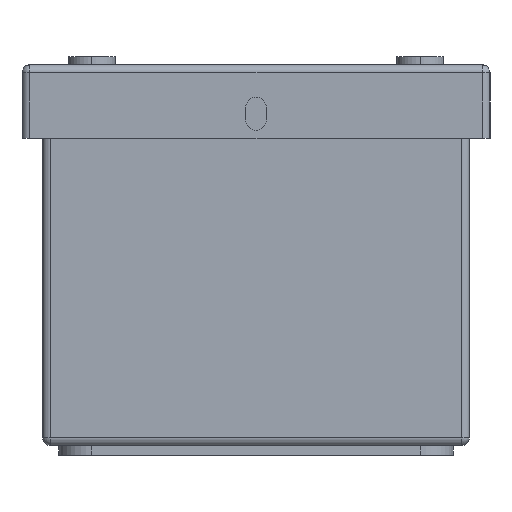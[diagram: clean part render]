
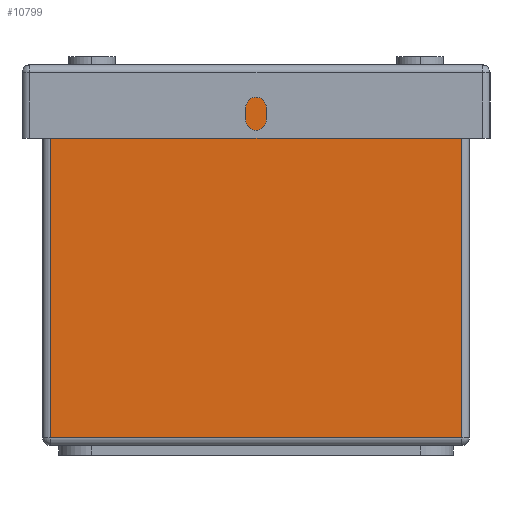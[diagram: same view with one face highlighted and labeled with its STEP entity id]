
A CAD part, left-side view. The second image highlights one B-rep face of the part: STEP entity #10799.
In plain terms, the highlighted planar face has unit normal (-1, 0, 0).
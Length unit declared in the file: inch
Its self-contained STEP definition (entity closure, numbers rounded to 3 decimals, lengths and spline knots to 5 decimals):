
#828 = CARTESIAN_POINT ( 'NONE',  ( 0., 0.06, 2.69 ) ) ;
#832 = DIRECTION ( 'NONE',  ( 0., 0., -1. ) ) ;
#865 = EDGE_CURVE ( 'NONE', #13271, #3570, #15116, .T. ) ;
#894 = EDGE_LOOP ( 'NONE', ( #13641, #3986, #4792, #16460 ) ) ;
#1183 = CARTESIAN_POINT ( 'NONE',  ( 0., 3.19, 0.06 ) ) ;
#2574 = VECTOR ( 'NONE', #12699, 39.37008 ) ;
#2622 = EDGE_CURVE ( 'NONE', #2960, #14440, #8839, .T. ) ;
#2960 = VERTEX_POINT ( 'NONE', #1183 ) ;
#3206 = CARTESIAN_POINT ( 'NONE',  ( 0., 3.19, 2.69 ) ) ;
#3570 = VERTEX_POINT ( 'NONE', #10904 ) ;
#3986 = ORIENTED_EDGE ( 'NONE', *, *, #865, .T. ) ;
#4792 = ORIENTED_EDGE ( 'NONE', *, *, #14062, .T. ) ;
#4928 = FACE_OUTER_BOUND ( 'NONE', #894, .T. ) ;
#5100 = CARTESIAN_POINT ( 'NONE',  ( 0., 3.19, 2.75 ) ) ;
#6382 = DIRECTION ( 'NONE',  ( 1., 0., 0. ) ) ;
#7044 = DIRECTION ( 'NONE',  ( 0., 0., -1. ) ) ;
#7296 = CARTESIAN_POINT ( 'NONE',  ( 0., 3.19, 2.75 ) ) ;
#7359 = LINE ( 'NONE', #12562, #10489 ) ;
#8839 = LINE ( 'NONE', #8927, #13707 ) ;
#8883 = PLANE ( 'NONE',  #16931 ) ;
#8927 = CARTESIAN_POINT ( 'NONE',  ( 0., 3.19, 0.06 ) ) ;
#9835 = CARTESIAN_POINT ( 'NONE',  ( 0., 0.06, 0.06 ) ) ;
#9909 = VECTOR ( 'NONE', #7044, 39.37008 ) ;
#10489 = VECTOR ( 'NONE', #832, 39.37008 ) ;
#10799 = ADVANCED_FACE ( 'NONE', ( #4928 ), #8883, .F. ) ;
#10904 = CARTESIAN_POINT ( 'NONE',  ( 0., 3.19, 2.69 ) ) ;
#11521 = DIRECTION ( 'NONE',  ( 0., 1., 0. ) ) ;
#11819 = DIRECTION ( 'NONE',  ( 0., -1., 0. ) ) ;
#12562 = CARTESIAN_POINT ( 'NONE',  ( 0., 0.06, 2.75 ) ) ;
#12699 = DIRECTION ( 'NONE',  ( 0., 1., 0. ) ) ;
#13271 = VERTEX_POINT ( 'NONE', #828 ) ;
#13641 = ORIENTED_EDGE ( 'NONE', *, *, #14581, .F. ) ;
#13707 = VECTOR ( 'NONE', #11819, 39.37008 ) ;
#14062 = EDGE_CURVE ( 'NONE', #3570, #2960, #15093, .T. ) ;
#14440 = VERTEX_POINT ( 'NONE', #9835 ) ;
#14581 = EDGE_CURVE ( 'NONE', #13271, #14440, #7359, .T. ) ;
#15093 = LINE ( 'NONE', #7296, #9909 ) ;
#15116 = LINE ( 'NONE', #3206, #2574 ) ;
#16460 = ORIENTED_EDGE ( 'NONE', *, *, #2622, .T. ) ;
#16931 = AXIS2_PLACEMENT_3D ( 'NONE', #5100, #6382, #11521 ) ;
